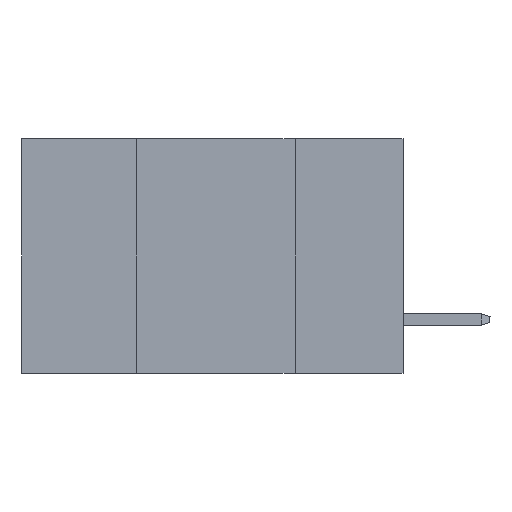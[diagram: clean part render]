
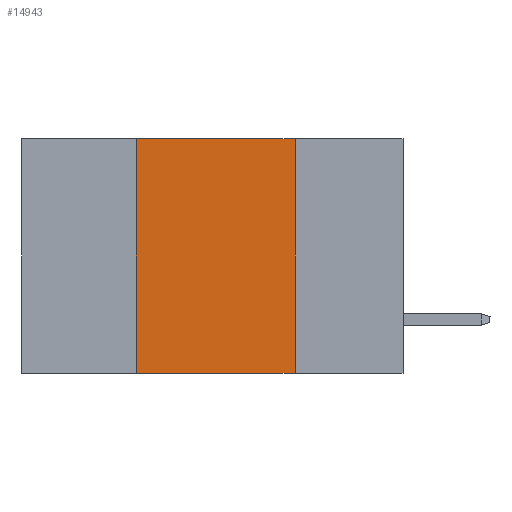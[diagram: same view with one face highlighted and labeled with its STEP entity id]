
A CAD part, left-side view. The second image highlights one B-rep face of the part: STEP entity #14943.
In plain terms, the highlighted planar face has unit normal (-1, 0, 0).
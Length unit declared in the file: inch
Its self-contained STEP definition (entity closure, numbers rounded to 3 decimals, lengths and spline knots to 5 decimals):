
#374 = VERTEX_POINT ( 'NONE', #14548 ) ;
#562 = CARTESIAN_POINT ( 'NONE',  ( 0., 0.17, 0. ) ) ;
#609 = EDGE_CURVE ( 'NONE', #664, #10815, #1219, .T. ) ;
#664 = VERTEX_POINT ( 'NONE', #1064 ) ;
#1064 = CARTESIAN_POINT ( 'NONE',  ( 0., 0.42, 0. ) ) ;
#1141 = CARTESIAN_POINT ( 'NONE',  ( 0., 0.6, 0. ) ) ;
#1219 = LINE ( 'NONE', #1141, #1484 ) ;
#1240 = LINE ( 'NONE', #12757, #3174 ) ;
#1484 = VECTOR ( 'NONE', #9576, 39.37008 ) ;
#1984 = DIRECTION ( 'NONE',  ( 0., -1., 0. ) ) ;
#2137 = LINE ( 'NONE', #12512, #5258 ) ;
#2199 = DIRECTION ( 'NONE',  ( 1., 0., 0. ) ) ;
#2430 = CARTESIAN_POINT ( 'NONE',  ( 0., 0.6, 0. ) ) ;
#2518 = PLANE ( 'NONE',  #7721 ) ;
#2949 = VERTEX_POINT ( 'NONE', #14991 ) ;
#3174 = VECTOR ( 'NONE', #4516, 39.37008 ) ;
#4516 = DIRECTION ( 'NONE',  ( 0., 0., -1. ) ) ;
#4563 = DIRECTION ( 'NONE',  ( 0., 0., 1. ) ) ;
#4585 = EDGE_CURVE ( 'NONE', #2949, #664, #11509, .T. ) ;
#4718 = ORIENTED_EDGE ( 'NONE', *, *, #6631, .F. ) ;
#5258 = VECTOR ( 'NONE', #1984, 39.37008 ) ;
#6631 = EDGE_CURVE ( 'NONE', #10815, #374, #1240, .T. ) ;
#6786 = CARTESIAN_POINT ( 'NONE',  ( 0., 0.42, 0. ) ) ;
#6956 = FACE_OUTER_BOUND ( 'NONE', #11407, .T. ) ;
#7535 = ORIENTED_EDGE ( 'NONE', *, *, #609, .F. ) ;
#7721 = AXIS2_PLACEMENT_3D ( 'NONE', #2430, #2199, #10391 ) ;
#9576 = DIRECTION ( 'NONE',  ( 0., -1., 0. ) ) ;
#10391 = DIRECTION ( 'NONE',  ( 0., 0., -1. ) ) ;
#10815 = VERTEX_POINT ( 'NONE', #562 ) ;
#11024 = ORIENTED_EDGE ( 'NONE', *, *, #14433, .T. ) ;
#11308 = VECTOR ( 'NONE', #4563, 39.37008 ) ;
#11407 = EDGE_LOOP ( 'NONE', ( #4718, #7535, #14484, #11024 ) ) ;
#11509 = LINE ( 'NONE', #6786, #11308 ) ;
#12512 = CARTESIAN_POINT ( 'NONE',  ( 0., 0.6, -0.37 ) ) ;
#12757 = CARTESIAN_POINT ( 'NONE',  ( 0., 0.17, 0. ) ) ;
#14433 = EDGE_CURVE ( 'NONE', #2949, #374, #2137, .T. ) ;
#14484 = ORIENTED_EDGE ( 'NONE', *, *, #4585, .F. ) ;
#14548 = CARTESIAN_POINT ( 'NONE',  ( 0., 0.17, -0.37 ) ) ;
#14943 = ADVANCED_FACE ( 'NONE', ( #6956 ), #2518, .F. ) ;
#14991 = CARTESIAN_POINT ( 'NONE',  ( 0., 0.42, -0.37 ) ) ;
